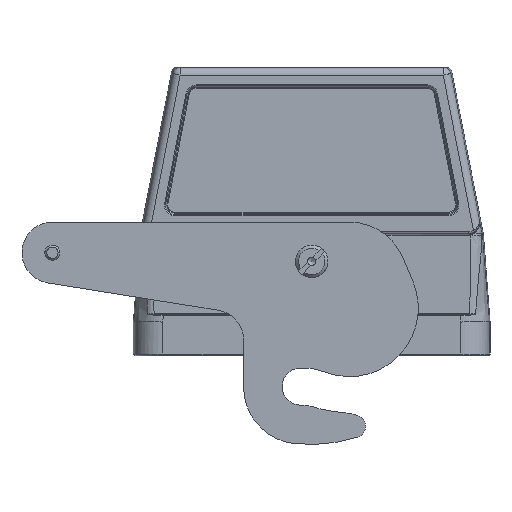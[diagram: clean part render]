
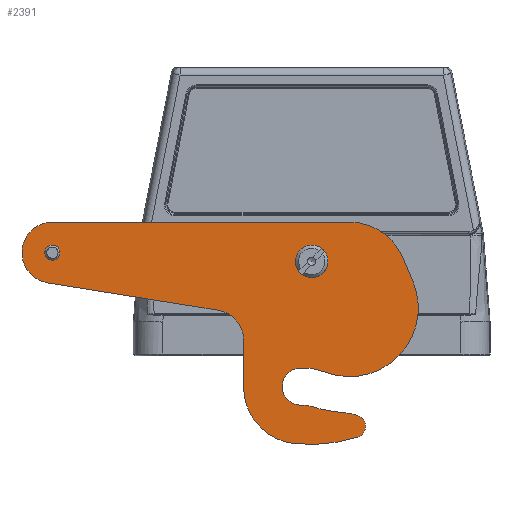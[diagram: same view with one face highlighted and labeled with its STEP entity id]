
A CAD part, front view. The second image highlights one B-rep face of the part: STEP entity #2391.
In plain terms, the highlighted planar face has unit normal (0, -1, 0).
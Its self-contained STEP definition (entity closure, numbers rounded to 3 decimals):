
#1498=FACE_BOUND('',#3807,.T.);
#1499=FACE_BOUND('',#3808,.T.);
#1500=FACE_BOUND('',#3809,.T.);
#2391=ADVANCED_FACE('',(#1498,#1499,#1500),#2636,.F.);
#2636=PLANE('',#14249);
#3807=EDGE_LOOP('',(#6520));
#3808=EDGE_LOOP('',(#6521));
#3809=EDGE_LOOP('',(#6522,#6523,#6524,#6525,#6526,#6527,#6528,#6529,#6530,
#6531,#6532,#6533,#6534,#6535,#6536,#6537));
#6520=ORIENTED_EDGE('',*,*,#9036,.T.);
#6521=ORIENTED_EDGE('',*,*,#9037,.F.);
#6522=ORIENTED_EDGE('',*,*,#8988,.F.);
#6523=ORIENTED_EDGE('',*,*,#9034,.F.);
#6524=ORIENTED_EDGE('',*,*,#9031,.F.);
#6525=ORIENTED_EDGE('',*,*,#9028,.F.);
#6526=ORIENTED_EDGE('',*,*,#9025,.F.);
#6527=ORIENTED_EDGE('',*,*,#9022,.F.);
#6528=ORIENTED_EDGE('',*,*,#9019,.F.);
#6529=ORIENTED_EDGE('',*,*,#9016,.F.);
#6530=ORIENTED_EDGE('',*,*,#9013,.F.);
#6531=ORIENTED_EDGE('',*,*,#9010,.F.);
#6532=ORIENTED_EDGE('',*,*,#9007,.F.);
#6533=ORIENTED_EDGE('',*,*,#9004,.F.);
#6534=ORIENTED_EDGE('',*,*,#9001,.F.);
#6535=ORIENTED_EDGE('',*,*,#8998,.F.);
#6536=ORIENTED_EDGE('',*,*,#8995,.F.);
#6537=ORIENTED_EDGE('',*,*,#8992,.F.);
#7587=VERTEX_POINT('',#25501);
#7588=VERTEX_POINT('',#25502);
#7591=VERTEX_POINT('',#25510);
#7593=VERTEX_POINT('',#25516);
#7595=VERTEX_POINT('',#25522);
#7597=VERTEX_POINT('',#25528);
#7599=VERTEX_POINT('',#25534);
#7601=VERTEX_POINT('',#25540);
#7603=VERTEX_POINT('',#25546);
#7605=VERTEX_POINT('',#25552);
#7607=VERTEX_POINT('',#25558);
#7609=VERTEX_POINT('',#25564);
#7611=VERTEX_POINT('',#25570);
#7613=VERTEX_POINT('',#25576);
#7615=VERTEX_POINT('',#25582);
#7617=VERTEX_POINT('',#25588);
#7619=VERTEX_POINT('',#25598);
#7620=VERTEX_POINT('',#25600);
#8988=EDGE_CURVE('',#7587,#7588,#9518,.T.);
#8992=EDGE_CURVE('',#7588,#7591,#9520,.T.);
#8995=EDGE_CURVE('',#7591,#7593,#9522,.T.);
#8998=EDGE_CURVE('',#7593,#7595,#11619,.T.);
#9001=EDGE_CURVE('',#7595,#7597,#9524,.T.);
#9004=EDGE_CURVE('',#7597,#7599,#11623,.T.);
#9007=EDGE_CURVE('',#7599,#7601,#9526,.T.);
#9010=EDGE_CURVE('',#7601,#7603,#11627,.T.);
#9013=EDGE_CURVE('',#7603,#7605,#9528,.T.);
#9016=EDGE_CURVE('',#7605,#7607,#11631,.T.);
#9019=EDGE_CURVE('',#7607,#7609,#9530,.T.);
#9022=EDGE_CURVE('',#7609,#7611,#9532,.T.);
#9025=EDGE_CURVE('',#7611,#7613,#9534,.T.);
#9028=EDGE_CURVE('',#7613,#7615,#9536,.T.);
#9031=EDGE_CURVE('',#7615,#7617,#9538,.T.);
#9034=EDGE_CURVE('',#7617,#7587,#9540,.T.);
#9036=EDGE_CURVE('',#7619,#7619,#9542,.T.);
#9037=EDGE_CURVE('',#7620,#7620,#9543,.T.);
#9518=CIRCLE('',#14206,3.);
#9520=CIRCLE('',#14209,40.);
#9522=CIRCLE('',#14212,15.);
#9524=CIRCLE('',#14216,8.);
#9526=CIRCLE('',#14220,8.);
#9528=CIRCLE('',#14224,15.);
#9530=CIRCLE('',#14228,18.);
#9532=CIRCLE('',#14231,15.);
#9534=CIRCLE('',#14234,4.85);
#9536=CIRCLE('',#14237,5.);
#9538=CIRCLE('',#14240,35.);
#9540=CIRCLE('',#14243,15.);
#9542=CIRCLE('',#14247,1.975);
#9543=CIRCLE('',#14248,4.25);
#11619=LINE('',#25521,#12338);
#11623=LINE('',#25533,#12342);
#11627=LINE('',#25545,#12346);
#11631=LINE('',#25557,#12350);
#12338=VECTOR('',#16751,1.);
#12342=VECTOR('',#16763,1.);
#12346=VECTOR('',#16775,1.);
#12350=VECTOR('',#16787,1.);
#14206=AXIS2_PLACEMENT_3D('',#25500,#16729,#16730);
#14209=AXIS2_PLACEMENT_3D('',#25509,#16737,#16738);
#14212=AXIS2_PLACEMENT_3D('',#25515,#16744,#16745);
#14216=AXIS2_PLACEMENT_3D('',#25527,#16756,#16757);
#14220=AXIS2_PLACEMENT_3D('',#25539,#16768,#16769);
#14224=AXIS2_PLACEMENT_3D('',#25551,#16780,#16781);
#14228=AXIS2_PLACEMENT_3D('',#25563,#16792,#16793);
#14231=AXIS2_PLACEMENT_3D('',#25569,#16799,#16800);
#14234=AXIS2_PLACEMENT_3D('',#25575,#16806,#16807);
#14237=AXIS2_PLACEMENT_3D('',#25581,#16813,#16814);
#14240=AXIS2_PLACEMENT_3D('',#25587,#16820,#16821);
#14243=AXIS2_PLACEMENT_3D('',#25593,#16827,#16828);
#14247=AXIS2_PLACEMENT_3D('',#25597,#16835,#16836);
#14248=AXIS2_PLACEMENT_3D('',#25599,#16837,#16838);
#14249=AXIS2_PLACEMENT_3D('',#25601,#16839,#16840);
#16729=DIRECTION('',(0.,1.,0.));
#16730=DIRECTION('',(-1.,0.,0.004));
#16737=DIRECTION('',(0.,1.,0.));
#16738=DIRECTION('',(-1.,0.,0.004));
#16744=DIRECTION('',(0.,1.,0.));
#16745=DIRECTION('',(-1.,0.,0.004));
#16751=DIRECTION('',(0.004,0.,1.));
#16756=DIRECTION('',(0.,-1.,0.));
#16757=DIRECTION('',(-1.,0.,0.004));
#16763=DIRECTION('',(-0.987,0.,0.158));
#16768=DIRECTION('',(0.,1.,0.));
#16769=DIRECTION('',(-1.,0.,0.004));
#16775=DIRECTION('',(1.,0.,0.));
#16780=DIRECTION('',(0.,1.,0.));
#16781=DIRECTION('',(-1.,0.,0.004));
#16787=DIRECTION('',(0.396,0.,-0.918));
#16792=DIRECTION('',(0.,1.,0.));
#16793=DIRECTION('',(-1.,0.,0.004));
#16799=DIRECTION('',(0.,-1.,0.));
#16800=DIRECTION('',(-1.,0.,0.004));
#16806=DIRECTION('',(0.,-1.,0.));
#16807=DIRECTION('',(-1.,0.,0.004));
#16813=DIRECTION('',(0.,1.,0.));
#16814=DIRECTION('',(-1.,0.,0.004));
#16820=DIRECTION('',(0.,-1.,0.));
#16821=DIRECTION('',(-1.,0.,0.004));
#16827=DIRECTION('',(0.,1.,0.));
#16828=DIRECTION('',(-1.,0.,0.004));
#16835=DIRECTION('',(0.,1.,0.));
#16836=DIRECTION('',(0.,0.,1.));
#16837=DIRECTION('',(0.,-1.,0.));
#16838=DIRECTION('',(0.,0.,1.));
#16839=DIRECTION('',(0.,1.,0.));
#16840=DIRECTION('',(-1.,0.,0.004));
#25500=CARTESIAN_POINT('',(11.134,-26.,-27.593));
#25501=CARTESIAN_POINT('',(12.081,-26.,-24.747));
#25502=CARTESIAN_POINT('',(12.052,-26.,-30.449));
#25509=CARTESIAN_POINT('',(-0.191,-26.,7.631));
#25510=CARTESIAN_POINT('',(-4.488,-26.,-32.138));
#25515=CARTESIAN_POINT('',(-2.876,-26.,-17.224));
#25516=CARTESIAN_POINT('',(-17.876,-26.,-17.167));
#25521=CARTESIAN_POINT('',(-17.876,-26.,-17.167));
#25522=CARTESIAN_POINT('',(-17.83,-26.,-5.082));
#25527=CARTESIAN_POINT('',(-25.83,-26.,-5.051));
#25528=CARTESIAN_POINT('',(-24.564,-26.,2.848));
#25533=CARTESIAN_POINT('',(-24.564,-26.,2.848));
#25534=CARTESIAN_POINT('',(-69.258,-26.,10.012));
#25539=CARTESIAN_POINT('',(-67.992,-26.,17.912));
#25540=CARTESIAN_POINT('',(-67.992,-26.,25.912));
#25545=CARTESIAN_POINT('',(-67.992,-26.,25.912));
#25546=CARTESIAN_POINT('',(9.982,-26.,25.912));
#25551=CARTESIAN_POINT('',(9.982,-26.,10.912));
#25552=CARTESIAN_POINT('',(23.753,-26.,16.859));
#25557=CARTESIAN_POINT('',(23.753,-26.,16.859));
#25558=CARTESIAN_POINT('',(26.478,-26.,10.548));
#25563=CARTESIAN_POINT('',(9.953,-26.,3.412));
#25564=CARTESIAN_POINT('',(3.42,-26.,-13.361));
#25569=CARTESIAN_POINT('',(-2.023,-26.,-27.338));
#25570=CARTESIAN_POINT('',(-3.284,-26.,-12.392));
#25575=CARTESIAN_POINT('',(-2.876,-26.,-17.224));
#25576=CARTESIAN_POINT('',(-2.436,-26.,-22.054));
#25581=CARTESIAN_POINT('',(-1.982,-26.,-27.034));
#25582=CARTESIAN_POINT('',(-0.399,-26.,-22.291));
#25587=CARTESIAN_POINT('',(10.682,-26.,10.909));
#25588=CARTESIAN_POINT('',(8.347,-26.,-24.013));
#25593=CARTESIAN_POINT('',(7.346,-26.,-38.98));
#25597=CARTESIAN_POINT('',(-67.992,-26.,17.912));
#25598=CARTESIAN_POINT('',(-67.992,-26.,19.887));
#25599=CARTESIAN_POINT('',(0.,-26.,15.65));
#25600=CARTESIAN_POINT('',(0.,-26.,19.9));
#25601=CARTESIAN_POINT('',(11.134,-26.,-27.593));
